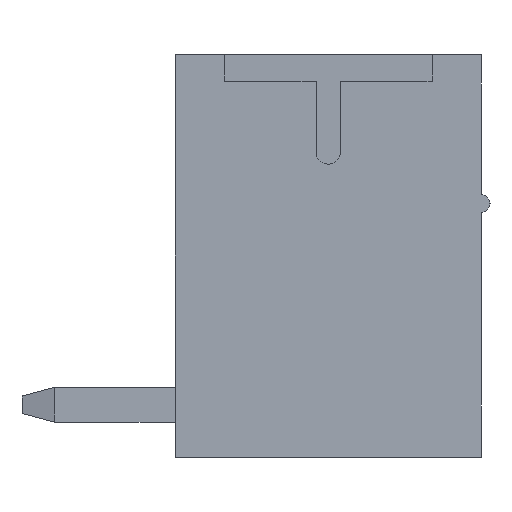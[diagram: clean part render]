
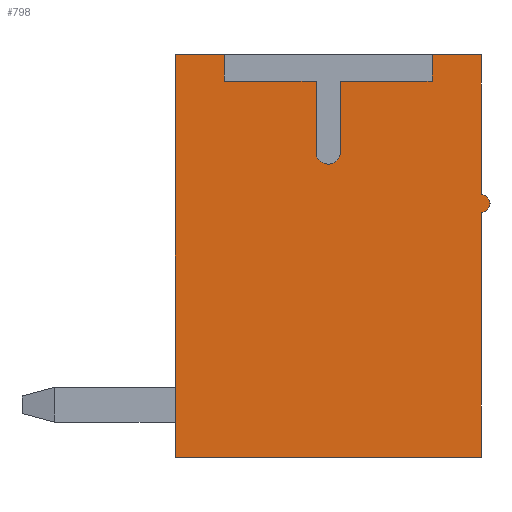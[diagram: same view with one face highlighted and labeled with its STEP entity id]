
A CAD part, left-side view. The second image highlights one B-rep face of the part: STEP entity #798.
In plain terms, the highlighted planar face has unit normal (-1, 0, 0).
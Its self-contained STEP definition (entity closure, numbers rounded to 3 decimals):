
#798=ADVANCED_FACE('',(#1634),#1635,.F.);
#1634=FACE_OUTER_BOUND('',#2503,.T.);
#1635=PLANE('',#2504);
#2503=EDGE_LOOP('',(#4850,#4851,#4852,#4853,#4854,#4855,#4856,#4857,#4858,#4859,#4860,#4861,#4862,#4863,#4864));
#2504=AXIS2_PLACEMENT_3D('',#4865,#4866,#4867);
#4850=ORIENTED_EDGE('',*,*,#5624,.T.);
#4851=ORIENTED_EDGE('',*,*,#5557,.T.);
#4852=ORIENTED_EDGE('',*,*,#6132,.T.);
#4853=ORIENTED_EDGE('',*,*,#6136,.T.);
#4854=ORIENTED_EDGE('',*,*,#6139,.T.);
#4855=ORIENTED_EDGE('',*,*,#5424,.T.);
#4856=ORIENTED_EDGE('',*,*,#6143,.T.);
#4857=ORIENTED_EDGE('',*,*,#6147,.T.);
#4858=ORIENTED_EDGE('',*,*,#6150,.T.);
#4859=ORIENTED_EDGE('',*,*,#6127,.T.);
#4860=ORIENTED_EDGE('',*,*,#5564,.T.);
#4861=ORIENTED_EDGE('',*,*,#5528,.T.);
#4862=ORIENTED_EDGE('',*,*,#5507,.T.);
#4863=ORIENTED_EDGE('',*,*,#6152,.T.);
#4864=ORIENTED_EDGE('',*,*,#6153,.T.);
#4865=CARTESIAN_POINT('',(-8.065,0.,2.375));
#4866=DIRECTION('',(1.0,0.0,0.0));
#4867=DIRECTION('',(0.0,1.0,0.0));
#5424=EDGE_CURVE('',#6536,#6533,#6537,.T.);
#5507=EDGE_CURVE('',#6675,#6676,#6677,.T.);
#5528=EDGE_CURVE('',#6716,#6675,#6717,.T.);
#5557=EDGE_CURVE('',#6765,#6762,#6766,.T.);
#5564=EDGE_CURVE('',#6778,#6716,#6779,.T.);
#5624=EDGE_CURVE('',#6896,#6765,#6897,.T.);
#6127=EDGE_CURVE('',#7601,#6778,#7602,.T.);
#6132=EDGE_CURVE('',#6762,#7607,#7609,.T.);
#6136=EDGE_CURVE('',#7607,#7613,#7615,.T.);
#6139=EDGE_CURVE('',#7613,#6536,#7618,.T.);
#6143=EDGE_CURVE('',#6533,#7622,#7624,.T.);
#6147=EDGE_CURVE('',#7622,#7628,#7630,.T.);
#6150=EDGE_CURVE('',#7628,#7601,#7633,.T.);
#6152=EDGE_CURVE('',#6676,#7635,#7636,.T.);
#6153=EDGE_CURVE('',#7635,#6896,#7637,.F.);
#6533=VERTEX_POINT('',#8175);
#6536=VERTEX_POINT('',#8179);
#6537=CIRCLE('',#8180,0.275);
#6675=VERTEX_POINT('',#8348);
#6676=VERTEX_POINT('',#8349);
#6677=LINE('',#8350,#8351);
#6716=VERTEX_POINT('',#8409);
#6717=LINE('',#8410,#8411);
#6762=VERTEX_POINT('',#8482);
#6765=VERTEX_POINT('',#8486);
#6766=LINE('',#8487,#8488);
#6778=VERTEX_POINT('',#8506);
#6779=LINE('',#8507,#8508);
#6896=VERTEX_POINT('',#8679);
#6897=LINE('',#8680,#8681);
#7601=VERTEX_POINT('',#9715);
#7602=LINE('',#9716,#9717);
#7607=VERTEX_POINT('',#9724);
#7609=LINE('',#9727,#9728);
#7613=VERTEX_POINT('',#9733);
#7615=LINE('',#9736,#9737);
#7618=LINE('',#9741,#9742);
#7622=VERTEX_POINT('',#9746);
#7624=CIRCLE('',#9749,0.275);
#7628=VERTEX_POINT('',#9754);
#7630=LINE('',#9757,#9758);
#7633=LINE('',#9762,#9763);
#7635=VERTEX_POINT('',#9765);
#7636=LINE('',#9766,#9767);
#7637=CIRCLE('',#9768,0.2);
#8175=CARTESIAN_POINT('',(-8.065,0.,2.1));
#8179=CARTESIAN_POINT('',(-8.065,-0.275,2.375));
#8180=AXIS2_PLACEMENT_3D('',#10067,#10068,#10069);
#8348=CARTESIAN_POINT('',(-8.065,3.5,-4.6));
#8349=CARTESIAN_POINT('',(-8.065,-3.5,-4.6));
#8350=CARTESIAN_POINT('',(-8.065,3.5,-4.6));
#8351=VECTOR('',#10205,1000.0);
#8409=CARTESIAN_POINT('',(-8.065,3.5,4.6));
#8410=CARTESIAN_POINT('',(-8.065,3.5,4.6));
#8411=VECTOR('',#10225,1000.0);
#8482=CARTESIAN_POINT('',(-8.065,-2.375,4.6));
#8486=CARTESIAN_POINT('',(-8.065,-3.5,4.6));
#8487=CARTESIAN_POINT('',(-8.065,-3.871,4.6));
#8488=VECTOR('',#10253,1000.0);
#8506=CARTESIAN_POINT('',(-8.065,2.375,4.6));
#8507=CARTESIAN_POINT('',(-8.065,2.375,4.6));
#8508=VECTOR('',#10260,1000.0);
#8679=CARTESIAN_POINT('',(-8.065,-3.5,1.4));
#8680=CARTESIAN_POINT('',(-8.065,-3.5,1.4));
#8681=VECTOR('',#10327,1000.0);
#9715=CARTESIAN_POINT('',(-8.065,2.375,4.0));
#9716=CARTESIAN_POINT('',(-8.065,2.375,4.0));
#9717=VECTOR('',#10727,1000.0);
#9724=CARTESIAN_POINT('',(-8.065,-2.375,4.0));
#9727=CARTESIAN_POINT('',(-8.065,-2.375,4.6));
#9728=VECTOR('',#10731,1000.0);
#9733=CARTESIAN_POINT('',(-8.065,-0.275,4.0));
#9736=CARTESIAN_POINT('',(-8.065,-2.375,4.0));
#9737=VECTOR('',#10734,1000.0);
#9741=CARTESIAN_POINT('',(-8.065,-0.275,4.0));
#9742=VECTOR('',#10736,1000.0);
#9746=CARTESIAN_POINT('',(-8.065,0.275,2.375));
#9749=AXIS2_PLACEMENT_3D('',#10741,#10742,#10743);
#9754=CARTESIAN_POINT('',(-8.065,0.275,4.0));
#9757=CARTESIAN_POINT('',(-8.065,0.275,2.375));
#9758=VECTOR('',#10746,1000.0);
#9762=CARTESIAN_POINT('',(-8.065,0.275,4.0));
#9763=VECTOR('',#10748,1000.0);
#9765=CARTESIAN_POINT('',(-8.065,-3.5,1.0));
#9766=CARTESIAN_POINT('',(-8.065,-3.5,-4.6));
#9767=VECTOR('',#10749,1000.0);
#9768=AXIS2_PLACEMENT_3D('',#10750,#10751,#10752);
#10067=CARTESIAN_POINT('',(-8.065,0.,2.375));
#10068=DIRECTION('',(1.0,0.0,0.0));
#10069=DIRECTION('',(0.0,-1.0,0.0));
#10205=DIRECTION('',(0.0,-1.0,0.));
#10225=DIRECTION('',(0.0,0.,-1.0));
#10253=DIRECTION('',(0.0,1.0,0.0));
#10260=DIRECTION('',(0.0,1.0,0.0));
#10327=DIRECTION('',(0.0,0.0,1.0));
#10727=DIRECTION('',(0.0,0.0,1.0));
#10731=DIRECTION('',(0.0,0.0,-1.0));
#10734=DIRECTION('',(0.0,1.0,0.0));
#10736=DIRECTION('',(0.0,0.,-1.0));
#10741=CARTESIAN_POINT('',(-8.065,0.,2.375));
#10742=DIRECTION('',(1.0,0.0,0.0));
#10743=DIRECTION('',(0.0,-1.0,0.0));
#10746=DIRECTION('',(0.0,0.,1.0));
#10748=DIRECTION('',(0.0,1.0,0.0));
#10749=DIRECTION('',(0.0,0.0,1.0));
#10750=CARTESIAN_POINT('',(-8.065,-3.5,1.2));
#10751=DIRECTION('',(1.0,0.0,0.0));
#10752=DIRECTION('',(0.0,0.0,-1.0));
